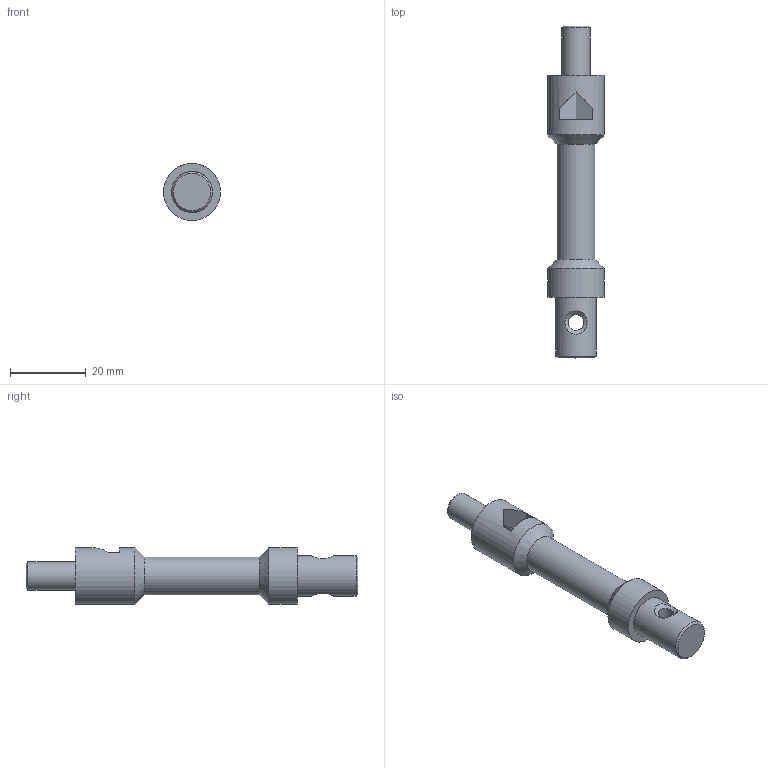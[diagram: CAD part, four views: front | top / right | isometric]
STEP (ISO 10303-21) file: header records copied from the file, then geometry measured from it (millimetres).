
FILE_DESCRIPTION(('HOOPS Exchange Step'),'2;1');
FILE_NAME('temp_export','2024-03-19T00:05:13-15:00',('mobile'),('Shapr3D Limited'),'HOOPS Exchange 2023.2','Shapr3D','Authorized');
FILE_SCHEMA( ('AUTOMOTIVE_DESIGN { 1 0 10303 214 1 1 1 1 }') );
Length unit declared in the file: millimetre
Products named in the file (1): piston
Bounding box: 15 x 87.5 x 15 mm (x, y, z)
Volume: 8030.7 mm3; surface area: 4284.4 mm2
Topology: 1 solids, 1 shells, 26 faces, 64 edges, 43 vertices
Faces by surface type: plane 12, cylinder 8, cone 4, bspline 2
Full cylindrical faces by diameter (mm): 4.16 x1, 4.3 x2, 7.5 x1, 10 x1, 10.8 x1, 15 x2
Entity records: 2095 total; most frequent: CARTESIAN_POINT 1428, DIRECTION 139, ORIENTED_EDGE 128, EDGE_CURVE 64, AXIS2_PLACEMENT_3D 56, VERTEX_POINT 43, EDGE_LOOP 33, FACE_BOUND 33
